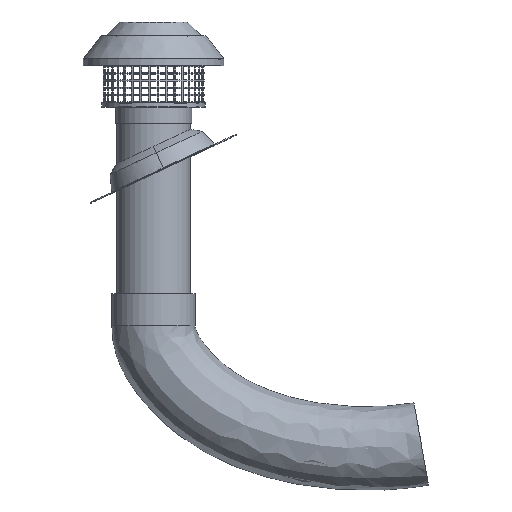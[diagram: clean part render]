
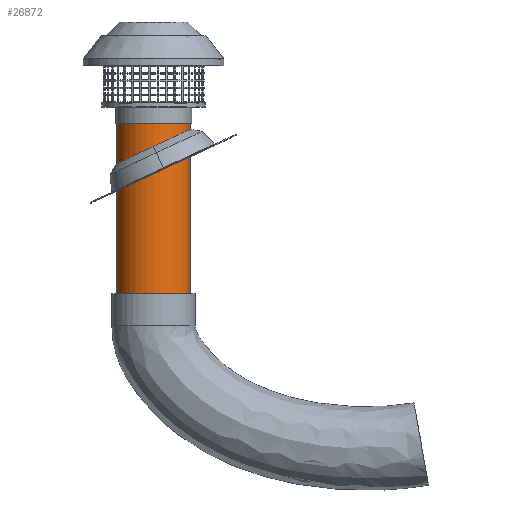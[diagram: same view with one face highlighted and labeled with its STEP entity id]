
A CAD part, top view. The second image highlights one B-rep face of the part: STEP entity #26872.
In plain terms, the highlighted cylindrical face has radius 80 mm (diameter 160 mm), a partial arc.
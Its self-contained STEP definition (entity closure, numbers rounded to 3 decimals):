
#26771=DIRECTION('',(0.,-1.,0.));
#26772=VECTOR('',#26771,400.);
#26773=CARTESIAN_POINT('',(80.,10.,0.));
#26774=LINE('',#26773,#26772);
#26780=DIRECTION('',(0.,-1.,0.));
#26781=VECTOR('',#26780,400.);
#26782=CARTESIAN_POINT('',(-80.,10.,0.));
#26783=LINE('',#26782,#26781);
#26784=CARTESIAN_POINT('',(0.,10.,0.));
#26785=DIRECTION('',(0.,-1.,0.));
#26786=DIRECTION('',(1.,0.,0.));
#26787=AXIS2_PLACEMENT_3D('',#26784,#26785,#26786);
#26794=CARTESIAN_POINT('',(0.,-390.,0.));
#26795=DIRECTION('',(0.,-1.,0.));
#26796=DIRECTION('',(1.,0.,0.));
#26797=AXIS2_PLACEMENT_3D('',#26794,#26795,#26796);
#26827=CARTESIAN_POINT('',(80.,10.,0.));
#26828=CARTESIAN_POINT('',(80.,-390.,0.));
#26829=VERTEX_POINT('',#26827);
#26830=VERTEX_POINT('',#26828);
#26831=CARTESIAN_POINT('',(-80.,10.,0.));
#26832=CARTESIAN_POINT('',(-80.,-390.,0.));
#26833=VERTEX_POINT('',#26831);
#26834=VERTEX_POINT('',#26832);
#26859=CARTESIAN_POINT('',(0.,30.,0.));
#26860=DIRECTION('',(0.,-1.,0.));
#26861=DIRECTION('',(-1.,0.,0.));
#26862=AXIS2_PLACEMENT_3D('',#26859,#26860,#26861);
#26863=CYLINDRICAL_SURFACE('',#26862,80.);
#26864=ORIENTED_EDGE('',*,*,#26848,.T.);
#26866=ORIENTED_EDGE('',*,*,#26865,.T.);
#26867=ORIENTED_EDGE('',*,*,#26852,.F.);
#26869=ORIENTED_EDGE('',*,*,#26868,.F.);
#26870=EDGE_LOOP('',(#26864,#26866,#26867,#26869));
#26871=FACE_OUTER_BOUND('',#26870,.F.);
#26872=ADVANCED_FACE('',(#26871),#26863,.T.);
#26788=CIRCLE('',#26787,80.);
#26798=CIRCLE('',#26797,80.);
#26848=EDGE_CURVE('',#26829,#26830,#26774,.T.);
#26852=EDGE_CURVE('',#26833,#26834,#26783,.T.);
#26865=EDGE_CURVE('',#26830,#26834,#26798,.T.);
#26868=EDGE_CURVE('',#26829,#26833,#26788,.T.);
